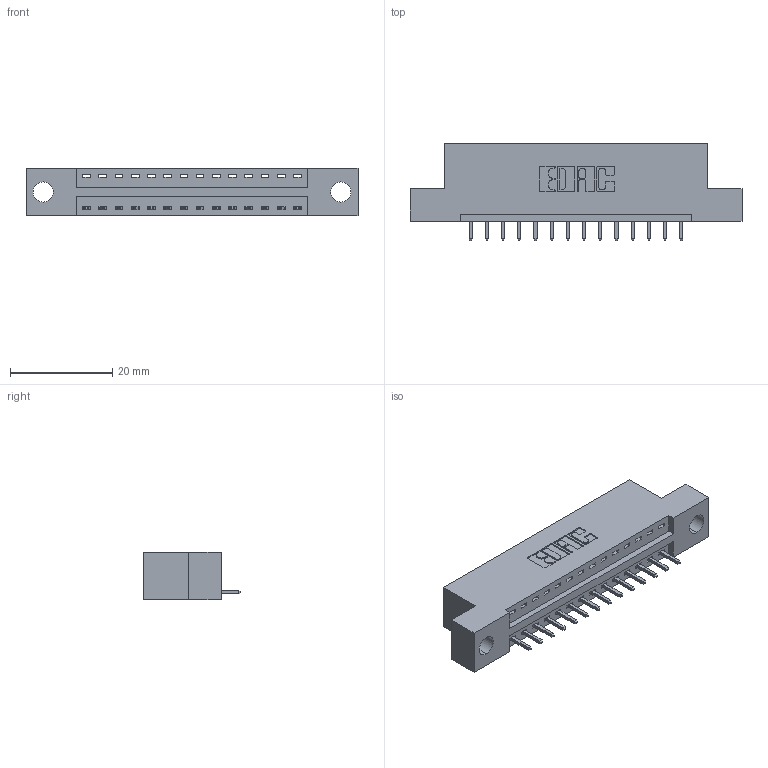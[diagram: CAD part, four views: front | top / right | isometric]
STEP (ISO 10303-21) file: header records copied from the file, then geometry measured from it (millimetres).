
FILE_DESCRIPTION (( 'STEP AP203' ), '1' );
FILE_NAME ('396-014-521-104.STEP', '2018-08-31T09:07:45', ( '' ), ( '' ), 'SwSTEP 2.0', 'SolidWorks 2016', '' );
FILE_SCHEMA (( 'CONFIG_CONTROL_DESIGN' ));
Length unit declared in the file: inch
Products named in the file (3): 346 Part_Flush Mounting Lugs - 0.156 Dia-TH; 345-292-001_345-293-121; 396-014-521-104
Assembly tree (15 placements, depth 2):
  396-014-521-104
    346 Part_Flush Mounting Lugs - 0.156 Dia-TH
    345-292-001_345-293-121  x14
Bounding box: 65.02 x 19.05 x 9.4 mm (x, y, z)
Volume: 5903.6 mm3; surface area: 6723.2 mm2
Topology: 15 solids, 15 shells, 934 faces, 2793 edges, 1842 vertices
Faces by surface type: plane 636, cylinder 298
Entity records: 12479 total; most frequent: CARTESIAN_POINT 2154, ORIENTED_EDGE 2102, DIRECTION 1935, EDGE_CURVE 1051, LINE 863, VECTOR 863, VERTEX_POINT 698, AXIS2_PLACEMENT_3D 536
